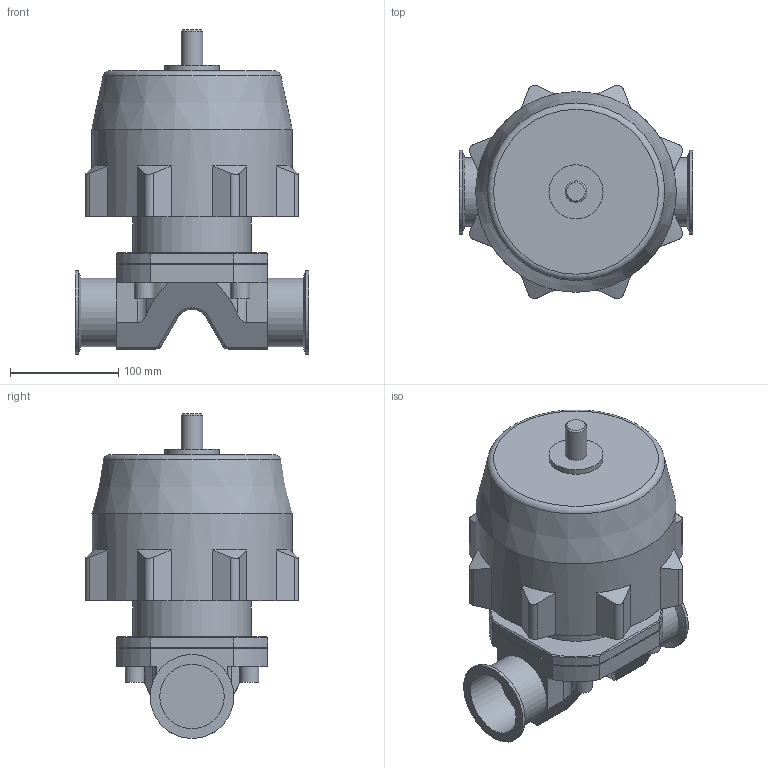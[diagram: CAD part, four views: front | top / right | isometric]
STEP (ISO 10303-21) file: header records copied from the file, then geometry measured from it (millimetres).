
FILE_DESCRIPTION(/* description */ (''),/* implementation_level */ '2;1');
FILE_NAME(/* name */ 'DHC_ADC_CXC_25.stp',/* time_stamp */ '2021-08-19T17:02:47+09:00',/* author */ ('m'),/* organization */ (''),/* preprocessor_version */ 'ST-DEVELOPER v18.1',/* originating_system */ 'Autodesk Inventor 2021',/* authorisation */ '');
FILE_SCHEMA (('AUTOMOTIVE_DESIGN { 1 0 10303 214 3 1 1 }'));
Length unit declared in the file: millimetre
Products named in the file (1): DHC_ADC_CXC_NEW_25
Bounding box: 216 x 196.78 x 300.05 mm (x, y, z)
Volume: 4929205.4 mm3; surface area: 255084.3 mm2
Topology: 3 solids, 3 shells, 136 faces, 323 edges, 204 vertices
Faces by surface type: plane 60, cylinder 49, cone 20, bspline 6, torus 1
Full cylindrical faces by diameter (mm): 18 x4, 20 x1, 50 x1, 59.5 x2, 63.5 x2, 77.5 x2, 109 x1, 185 x1
Entity records: 4233 total; most frequent: CARTESIAN_POINT 980, DIRECTION 670, ORIENTED_EDGE 646, EDGE_CURVE 323, AXIS2_PLACEMENT_3D 256, VERTEX_POINT 204, LINE 158, VECTOR 158
